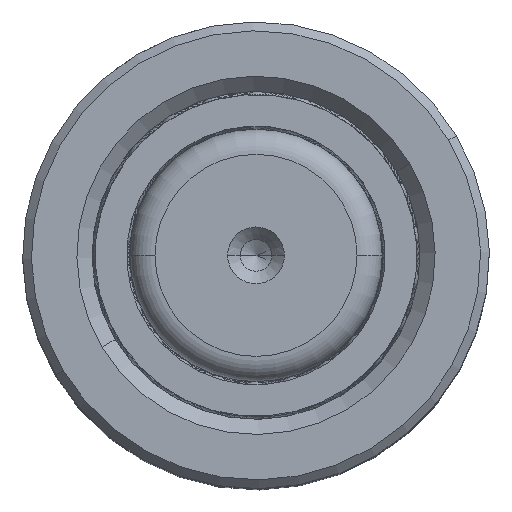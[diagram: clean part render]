
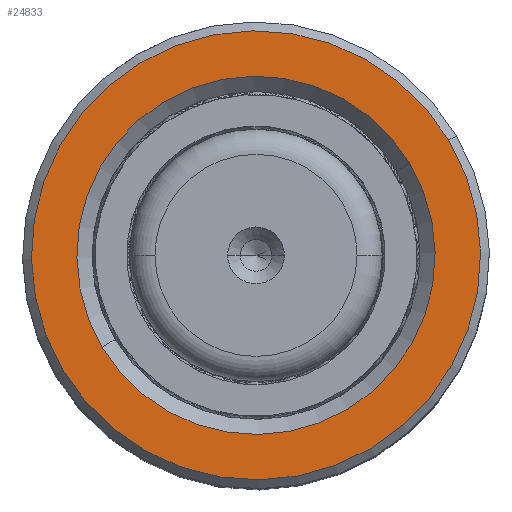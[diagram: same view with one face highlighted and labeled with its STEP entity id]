
A CAD part, top view. The second image highlights one B-rep face of the part: STEP entity #24833.
In plain terms, the highlighted planar face has unit normal (0, 0, 1).
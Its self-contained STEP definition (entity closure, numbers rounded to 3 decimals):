
#148 = CIRCLE ( 'NONE', #14164, 17.8 ) ;
#657 = DIRECTION ( 'NONE',  ( 1., 0., 0. ) ) ;
#3365 = DIRECTION ( 'NONE',  ( 0., 0., 1. ) ) ;
#4201 = DIRECTION ( 'NONE',  ( 1., 0., 0. ) ) ;
#4290 = PLANE ( 'NONE',  #21003 ) ;
#4315 = CARTESIAN_POINT ( 'NONE',  ( -14.2, 0., 60. ) ) ;
#4324 = DIRECTION ( 'NONE',  ( 0., 0., -1. ) ) ;
#6988 = CIRCLE ( 'NONE', #29402, 14.2 ) ;
#7726 = CARTESIAN_POINT ( 'NONE',  ( 0., 0., 60. ) ) ;
#9793 = CARTESIAN_POINT ( 'NONE',  ( 0., 0., 60. ) ) ;
#12201 = ORIENTED_EDGE ( 'NONE', *, *, #17154, .T. ) ;
#12616 = DIRECTION ( 'NONE',  ( 0., 0., 1. ) ) ;
#12800 = VERTEX_POINT ( 'NONE', #23217 ) ;
#12994 = AXIS2_PLACEMENT_3D ( 'NONE', #19440, #27803, #13793 ) ;
#13793 = DIRECTION ( 'NONE',  ( 1., 0., 0. ) ) ;
#13848 = VERTEX_POINT ( 'NONE', #23245 ) ;
#14164 = AXIS2_PLACEMENT_3D ( 'NONE', #22908, #3365, #657 ) ;
#15960 = DIRECTION ( 'NONE',  ( 0., 0., -1. ) ) ;
#16087 = CARTESIAN_POINT ( 'NONE',  ( 17.8, 0., 60. ) ) ;
#17154 = EDGE_CURVE ( 'NONE', #12800, #29613, #6988, .T. ) ;
#17842 = CIRCLE ( 'NONE', #30652, 14.2 ) ;
#18767 = EDGE_LOOP ( 'NONE', ( #27348, #24772 ) ) ;
#18786 = CARTESIAN_POINT ( 'NONE',  ( 0., 0., 60. ) ) ;
#19440 = CARTESIAN_POINT ( 'NONE',  ( 0., 0., 60. ) ) ;
#21003 = AXIS2_PLACEMENT_3D ( 'NONE', #9793, #12616, #35139 ) ;
#21100 = EDGE_LOOP ( 'NONE', ( #12201, #27250 ) ) ;
#22367 = EDGE_CURVE ( 'NONE', #29613, #12800, #17842, .T. ) ;
#22908 = CARTESIAN_POINT ( 'NONE',  ( 0., 0., 60. ) ) ;
#23217 = CARTESIAN_POINT ( 'NONE',  ( 14.2, 0., 60. ) ) ;
#23245 = CARTESIAN_POINT ( 'NONE',  ( -17.8, 0., 60. ) ) ;
#23647 = EDGE_CURVE ( 'NONE', #13848, #28559, #28826, .T. ) ;
#24772 = ORIENTED_EDGE ( 'NONE', *, *, #25538, .T. ) ;
#24833 = ADVANCED_FACE ( 'NONE', ( #25012, #28958 ), #4290, .T. ) ;
#25012 = FACE_OUTER_BOUND ( 'NONE', #18767, .T. ) ;
#25538 = EDGE_CURVE ( 'NONE', #28559, #13848, #148, .T. ) ;
#27250 = ORIENTED_EDGE ( 'NONE', *, *, #22367, .T. ) ;
#27348 = ORIENTED_EDGE ( 'NONE', *, *, #23647, .T. ) ;
#27803 = DIRECTION ( 'NONE',  ( 0., 0., 1. ) ) ;
#28559 = VERTEX_POINT ( 'NONE', #16087 ) ;
#28826 = CIRCLE ( 'NONE', #12994, 17.8 ) ;
#28958 = FACE_BOUND ( 'NONE', #21100, .T. ) ;
#29402 = AXIS2_PLACEMENT_3D ( 'NONE', #7726, #15960, #30335 ) ;
#29613 = VERTEX_POINT ( 'NONE', #4315 ) ;
#30335 = DIRECTION ( 'NONE',  ( 1., 0., 0. ) ) ;
#30652 = AXIS2_PLACEMENT_3D ( 'NONE', #18786, #4324, #4201 ) ;
#35139 = DIRECTION ( 'NONE',  ( 1., 0., 0. ) ) ;
